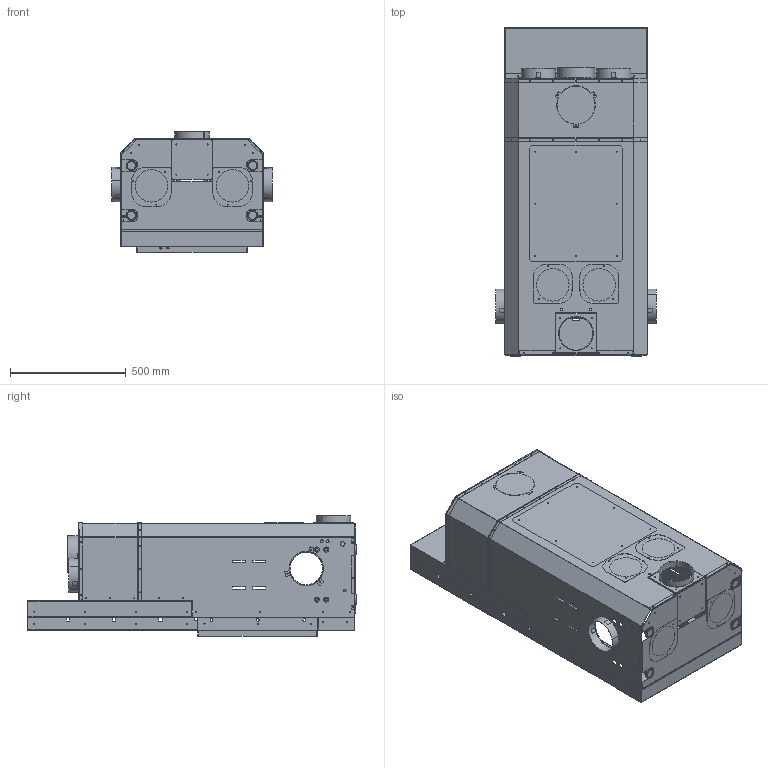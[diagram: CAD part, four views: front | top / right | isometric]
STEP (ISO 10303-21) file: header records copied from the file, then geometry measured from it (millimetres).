
FILE_DESCRIPTION (( 'STEP AP214' ), '1' );
FILE_NAME ('W45 48F.STEP', '2020-03-04T12:32:14', ( '' ), ( '' ), 'SwSTEP 2.0', 'SolidWorks 2018', '' );
FILE_SCHEMA (( 'AUTOMOTIVE_DESIGN' ));
Length unit declared in the file: millimetre
Products named in the file (1): W45 48F
Bounding box: 694 x 1419.5 x 521 mm (x, y, z)
Volume: 6091912.6 mm3; surface area: 8126825.8 mm2
Topology: 51 solids, 51 shells, 2149 faces, 5557 edges, 3540 vertices
Faces by surface type: plane 1051, cylinder 1026, bspline 48, cone 24
Entity records: 92504 total; most frequent: CARTESIAN_POINT 13191, DIRECTION 11799, ORIENTED_EDGE 11114, EDGE_CURVE 5557, AXIS2_PLACEMENT_3D 4240, VERTEX_POINT 3540, LINE 3319, VECTOR 3319
